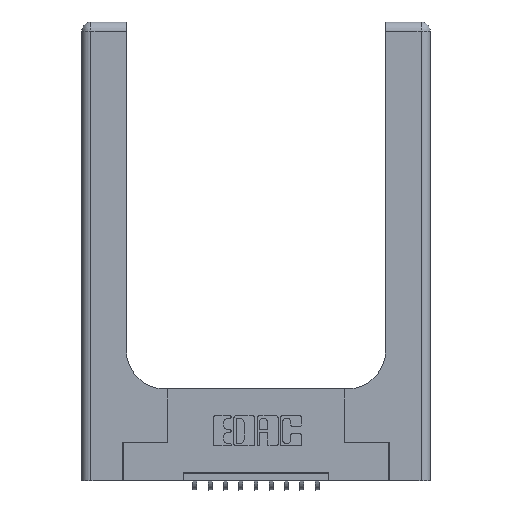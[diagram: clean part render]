
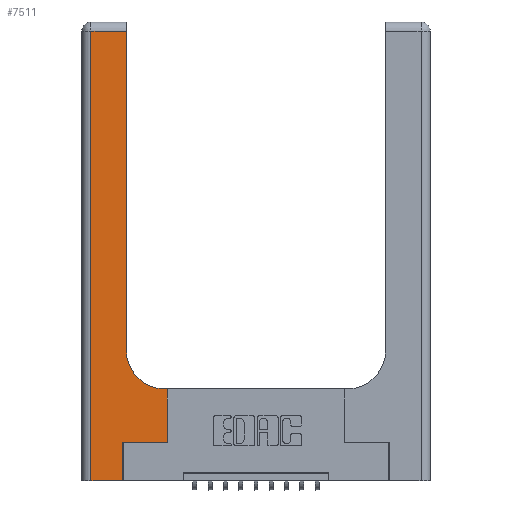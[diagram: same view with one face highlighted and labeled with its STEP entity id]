
A CAD part, top view. The second image highlights one B-rep face of the part: STEP entity #7511.
In plain terms, the highlighted planar face has unit normal (0, 0, 1).
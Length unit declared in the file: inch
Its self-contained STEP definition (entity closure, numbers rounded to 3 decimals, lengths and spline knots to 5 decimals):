
#45 = DIRECTION ( 'NONE',  ( 0., 1., 0. ) ) ;
#189 = EDGE_CURVE ( 'NONE', #10688, #4979, #10447, .T. ) ;
#205 = DIRECTION ( 'NONE',  ( 0., 1., 0. ) ) ;
#247 = CARTESIAN_POINT ( 'NONE',  ( 0.2915, 0.85, 0.37 ) ) ;
#400 = DIRECTION ( 'NONE',  ( 0., 1., 0. ) ) ;
#475 = VERTEX_POINT ( 'NONE', #6150 ) ;
#572 = DIRECTION ( 'NONE',  ( 1., 0., 0. ) ) ;
#625 = EDGE_CURVE ( 'NONE', #10008, #1446, #8724, .T. ) ;
#966 = DIRECTION ( 'NONE',  ( 0., 0., -1. ) ) ;
#1038 = CARTESIAN_POINT ( 'NONE',  ( 0.2915, 2.94, 0.37 ) ) ;
#1446 = VERTEX_POINT ( 'NONE', #16419 ) ;
#1912 = EDGE_CURVE ( 'NONE', #8047, #9088, #10223, .T. ) ;
#2229 = DIRECTION ( 'NONE',  ( -1., 0., 0. ) ) ;
#2543 = VECTOR ( 'NONE', #7067, 39.37008 ) ;
#2585 = AXIS2_PLACEMENT_3D ( 'NONE', #9817, #966, #2229 ) ;
#3023 = VECTOR ( 'NONE', #45, 39.37008 ) ;
#3057 = DIRECTION ( 'NONE',  ( -1., 0., 0. ) ) ;
#3722 = CARTESIAN_POINT ( 'NONE',  ( 0.269, 0., 0.37 ) ) ;
#3752 = CARTESIAN_POINT ( 'NONE',  ( 0.269, 0., 0.37 ) ) ;
#4212 = ORIENTED_EDGE ( 'NONE', *, *, #15559, .T. ) ;
#4535 = EDGE_CURVE ( 'NONE', #15292, #8047, #16301, .T. ) ;
#4932 = FACE_OUTER_BOUND ( 'NONE', #7160, .T. ) ;
#4979 = VERTEX_POINT ( 'NONE', #247 ) ;
#5124 = ORIENTED_EDGE ( 'NONE', *, *, #625, .T. ) ;
#5292 = DIRECTION ( 'NONE',  ( 1., 0., 0. ) ) ;
#5818 = LINE ( 'NONE', #12783, #12114 ) ;
#6150 = CARTESIAN_POINT ( 'NONE',  ( 0.5585, 0.6, 0.37 ) ) ;
#6806 = CARTESIAN_POINT ( 'NONE',  ( 0.2915, 0.6, 0.37 ) ) ;
#7067 = DIRECTION ( 'NONE',  ( 1., 0., 0. ) ) ;
#7157 = LINE ( 'NONE', #8131, #12443 ) ;
#7160 = EDGE_LOOP ( 'NONE', ( #9725, #7666, #5124, #15490, #15743, #15049, #4212, #10189, #14679 ) ) ;
#7321 = PLANE ( 'NONE',  #2585 ) ;
#7511 = ADVANCED_FACE ( 'NONE', ( #4932 ), #7321, .F. ) ;
#7666 = ORIENTED_EDGE ( 'NONE', *, *, #13906, .T. ) ;
#7838 = CARTESIAN_POINT ( 'NONE',  ( 0.5415, 0.6, 0.37 ) ) ;
#8047 = VERTEX_POINT ( 'NONE', #15262 ) ;
#8131 = CARTESIAN_POINT ( 'NONE',  ( 0., 2.94, 0.37 ) ) ;
#8724 = LINE ( 'NONE', #14477, #13209 ) ;
#9088 = VERTEX_POINT ( 'NONE', #14999 ) ;
#9147 = VERTEX_POINT ( 'NONE', #1038 ) ;
#9725 = ORIENTED_EDGE ( 'NONE', *, *, #11168, .T. ) ;
#9817 = CARTESIAN_POINT ( 'NONE',  ( 0., 3., 0.37 ) ) ;
#10008 = VERTEX_POINT ( 'NONE', #16272 ) ;
#10030 = LINE ( 'NONE', #14539, #15366 ) ;
#10040 = VECTOR ( 'NONE', #5292, 39.37008 ) ;
#10189 = ORIENTED_EDGE ( 'NONE', *, *, #13857, .T. ) ;
#10223 = LINE ( 'NONE', #10432, #10040 ) ;
#10432 = CARTESIAN_POINT ( 'NONE',  ( 0.269, 0.25, 0.37 ) ) ;
#10447 = CIRCLE ( 'NONE', #13526, 0.25 ) ;
#10688 = VERTEX_POINT ( 'NONE', #7838 ) ;
#11168 = EDGE_CURVE ( 'NONE', #4979, #9147, #5818, .T. ) ;
#12073 = DIRECTION ( 'NONE',  ( 0., 0., -1. ) ) ;
#12114 = VECTOR ( 'NONE', #205, 39.37008 ) ;
#12208 = CARTESIAN_POINT ( 'NONE',  ( 0., 0., 0.37 ) ) ;
#12443 = VECTOR ( 'NONE', #14468, 39.37008 ) ;
#12783 = CARTESIAN_POINT ( 'NONE',  ( 0.2915, 3., 0.37 ) ) ;
#12810 = LINE ( 'NONE', #12208, #2543 ) ;
#13209 = VECTOR ( 'NONE', #14417, 39.37008 ) ;
#13526 = AXIS2_PLACEMENT_3D ( 'NONE', #15816, #12073, #572 ) ;
#13857 = EDGE_CURVE ( 'NONE', #475, #10688, #15621, .T. ) ;
#13906 = EDGE_CURVE ( 'NONE', #9147, #10008, #7157, .T. ) ;
#14236 = VECTOR ( 'NONE', #3057, 39.37008 ) ;
#14417 = DIRECTION ( 'NONE',  ( 0., -1., 0. ) ) ;
#14468 = DIRECTION ( 'NONE',  ( -1., 0., 0. ) ) ;
#14477 = CARTESIAN_POINT ( 'NONE',  ( 0.06, 3., 0.37 ) ) ;
#14539 = CARTESIAN_POINT ( 'NONE',  ( 0.5585, 0.25, 0.37 ) ) ;
#14578 = EDGE_CURVE ( 'NONE', #1446, #15292, #12810, .T. ) ;
#14679 = ORIENTED_EDGE ( 'NONE', *, *, #189, .T. ) ;
#14999 = CARTESIAN_POINT ( 'NONE',  ( 0.5585, 0.25, 0.37 ) ) ;
#15049 = ORIENTED_EDGE ( 'NONE', *, *, #1912, .T. ) ;
#15262 = CARTESIAN_POINT ( 'NONE',  ( 0.269, 0.25, 0.37 ) ) ;
#15292 = VERTEX_POINT ( 'NONE', #3752 ) ;
#15366 = VECTOR ( 'NONE', #400, 39.37008 ) ;
#15490 = ORIENTED_EDGE ( 'NONE', *, *, #14578, .T. ) ;
#15559 = EDGE_CURVE ( 'NONE', #9088, #475, #10030, .T. ) ;
#15621 = LINE ( 'NONE', #6806, #14236 ) ;
#15743 = ORIENTED_EDGE ( 'NONE', *, *, #4535, .T. ) ;
#15816 = CARTESIAN_POINT ( 'NONE',  ( 0.5415, 0.85, 0.37 ) ) ;
#16272 = CARTESIAN_POINT ( 'NONE',  ( 0.06, 2.94, 0.37 ) ) ;
#16301 = LINE ( 'NONE', #3722, #3023 ) ;
#16419 = CARTESIAN_POINT ( 'NONE',  ( 0.06, 0., 0.37 ) ) ;
